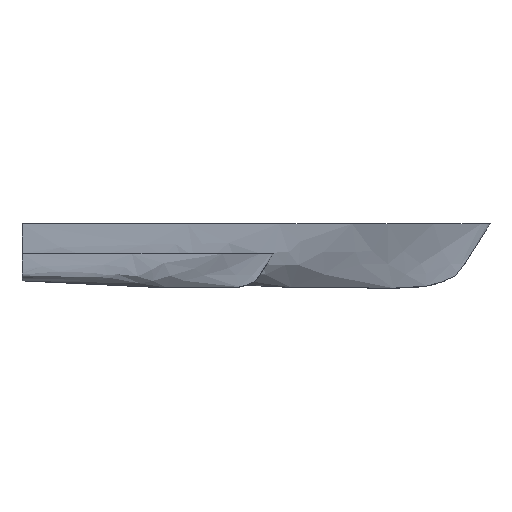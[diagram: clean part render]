
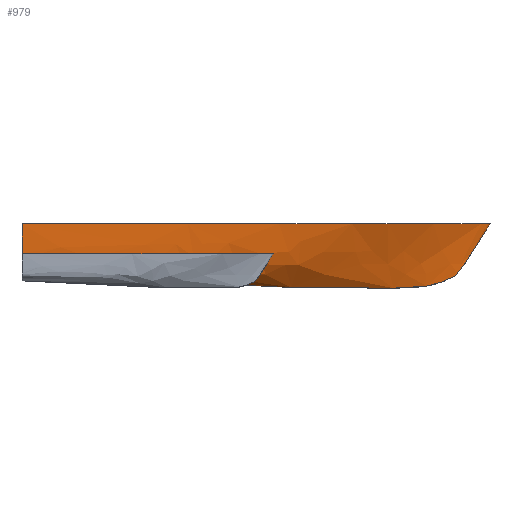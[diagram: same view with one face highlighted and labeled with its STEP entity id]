
A CAD part, front view. The second image highlights one B-rep face of the part: STEP entity #979.
In plain terms, the highlighted free-form (B-spline) face has degree [5, 4] with [12, 6] control points.
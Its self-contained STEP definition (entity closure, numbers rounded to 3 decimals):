
#979 = ADVANCED_FACE('',(#980),#1038,.T.);
#980 = FACE_BOUND('',#981,.T.);
#981 = EDGE_LOOP('',(#982,#1001,#1012,#1029));
#982 = ORIENTED_EDGE('',*,*,#983,.T.);
#983 = EDGE_CURVE('',#984,#986,#988,.T.);
#984 = VERTEX_POINT('',#985);
#985 = CARTESIAN_POINT('',(0.,-83.655,300.893));
#986 = VERTEX_POINT('',#987);
#987 = CARTESIAN_POINT('',(2186.175,0.,300.893));
#988 = B_SPLINE_CURVE_WITH_KNOTS('',5,(#989,#990,#991,#992,#993,#994,
    #995,#996,#997,#998,#999,#1000),.UNSPECIFIED.,.F.,.F.,(6,1,1,1,1,1,1
    ,6),(0.,0.243,0.485,0.728,0.97,
    1.213,1.455,1.698),.UNSPECIFIED.);
#989 = CARTESIAN_POINT('',(0.,-83.655,300.893));
#990 = CARTESIAN_POINT('',(260.766,-95.282,
    300.893));
#991 = CARTESIAN_POINT('',(521.531,-104.273,
    300.893));
#992 = CARTESIAN_POINT('',(834.45,-109.251,
    300.893));
#993 = CARTESIAN_POINT('',(1043.062,-112.288,
    300.893));
#994 = CARTESIAN_POINT('',(1251.675,-114.034,
    300.893));
#995 = CARTESIAN_POINT('',(1460.287,-116.42,
    300.893));
#996 = CARTESIAN_POINT('',(1771.381,-119.627,
    300.893));
#997 = CARTESIAN_POINT('',(1898.634,-83.13,
    300.893));
#998 = CARTESIAN_POINT('',(2157.053,-23.43,
    300.893));
#999 = CARTESIAN_POINT('',(2186.175,-13.292,
    300.893));
#1000 = CARTESIAN_POINT('',(2186.175,0.,300.893));
#1001 = ORIENTED_EDGE('',*,*,#1002,.T.);
#1002 = EDGE_CURVE('',#986,#1003,#1005,.T.);
#1003 = VERTEX_POINT('',#1004);
#1004 = CARTESIAN_POINT('',(2024.829,0.,58.406));
#1005 = B_SPLINE_CURVE_WITH_KNOTS('',4,(#1006,#1007,#1008,#1009,#1010,
    #1011),.UNSPECIFIED.,.F.,.F.,(5,1,5),(0.,0.142,
    0.285),.QUASI_UNIFORM_KNOTS.);
#1006 = CARTESIAN_POINT('',(2186.175,0.,300.893));
#1007 = CARTESIAN_POINT('',(2134.188,0.,216.563));
#1008 = CARTESIAN_POINT('',(2073.086,0.,117.395));
#1009 = CARTESIAN_POINT('',(2045.706,0.,83.093));
#1010 = CARTESIAN_POINT('',(2033.972,0.,69.217));
#1011 = CARTESIAN_POINT('',(2024.829,0.,58.406));
#1012 = ORIENTED_EDGE('',*,*,#1013,.T.);
#1013 = EDGE_CURVE('',#1003,#1014,#1016,.T.);
#1014 = VERTEX_POINT('',#1015);
#1015 = CARTESIAN_POINT('',(0.,-1.68,64.059));
#1016 = B_SPLINE_CURVE_WITH_KNOTS('',5,(#1017,#1018,#1019,#1020,#1021,
    #1022,#1023,#1024,#1025,#1026,#1027,#1028),.UNSPECIFIED.,.F.,.F.,(6,
    1,1,1,1,1,1,6),(-1.698,-1.455,-1.213,
    -0.97,-0.728,-0.485,-0.243,0.),
  .UNSPECIFIED.);
#1017 = CARTESIAN_POINT('',(2024.829,0.,58.406));
#1018 = CARTESIAN_POINT('',(2024.845,0.,58.419));
#1019 = CARTESIAN_POINT('',(1936.706,0.,10.878));
#1020 = CARTESIAN_POINT('',(1854.043,0.,-0.109));
#1021 = CARTESIAN_POINT('',(1726.008,-1.68,
    -0.109));
#1022 = CARTESIAN_POINT('',(1460.287,-1.68,
    -0.109));
#1023 = CARTESIAN_POINT('',(1251.675,-1.68,
    2.313));
#1024 = CARTESIAN_POINT('',(1043.062,-1.68,
    11.137));
#1025 = CARTESIAN_POINT('',(834.428,-1.68,
    21.722));
#1026 = CARTESIAN_POINT('',(521.503,-1.68,
    37.599));
#1027 = CARTESIAN_POINT('',(260.72,-1.68,
    50.831));
#1028 = CARTESIAN_POINT('',(0.,-1.68,64.059));
#1029 = ORIENTED_EDGE('',*,*,#1030,.T.);
#1030 = EDGE_CURVE('',#1014,#984,#1031,.T.);
#1031 = B_SPLINE_CURVE_WITH_KNOTS('',4,(#1032,#1033,#1034,#1035,#1036,
    #1037),.UNSPECIFIED.,.F.,.F.,(5,1,5),(-0.285,
    -0.142,0.),.QUASI_UNIFORM_KNOTS.);
#1032 = CARTESIAN_POINT('',(0.,-1.68,64.059));
#1033 = CARTESIAN_POINT('',(0.,-25.008,73.759));
#1034 = CARTESIAN_POINT('',(0.,-69.163,92.12));
#1035 = CARTESIAN_POINT('',(0.,-83.429,111.885));
#1036 = CARTESIAN_POINT('',(0.,-83.655,136.351));
#1037 = CARTESIAN_POINT('',(0.,-83.655,300.893));
#1038 = B_SPLINE_SURFACE_WITH_KNOTS('',5,4,(
    (#1039,#1040,#1041,#1042,#1043,#1044)
    ,(#1045,#1046,#1047,#1048,#1049,#1050)
    ,(#1051,#1052,#1053,#1054,#1055,#1056)
    ,(#1057,#1058,#1059,#1060,#1061,#1062)
    ,(#1063,#1064,#1065,#1066,#1067,#1068)
    ,(#1069,#1070,#1071,#1072,#1073,#1074)
    ,(#1075,#1076,#1077,#1078,#1079,#1080)
    ,(#1081,#1082,#1083,#1084,#1085,#1086)
    ,(#1087,#1088,#1089,#1090,#1091,#1092)
    ,(#1093,#1094,#1095,#1096,#1097,#1098)
    ,(#1099,#1100,#1101,#1102,#1103,#1104)
    ,(#1105,#1106,#1107,#1108,#1109,#1110
    )),.UNSPECIFIED.,.F.,.F.,.F.,(6,1,1,1,1,1,1,6),(5,1,5),(0.,
    0.243,0.485,0.728,0.97,
    1.213,1.455,1.698),(0.,0.142,
    0.285),.UNSPECIFIED.);
#1039 = CARTESIAN_POINT('',(0.,-83.655,300.893));
#1040 = CARTESIAN_POINT('',(0.,-83.655,136.351));
#1041 = CARTESIAN_POINT('',(0.,-83.429,111.885));
#1042 = CARTESIAN_POINT('',(0.,-69.163,92.12));
#1043 = CARTESIAN_POINT('',(0.,-25.008,73.759));
#1044 = CARTESIAN_POINT('',(0.,-1.68,64.059));
#1045 = CARTESIAN_POINT('',(260.766,-95.282,
    300.893));
#1046 = CARTESIAN_POINT('',(260.766,-95.282,
    154.104));
#1047 = CARTESIAN_POINT('',(260.766,-90.853,
    110.173));
#1048 = CARTESIAN_POINT('',(260.766,-76.87,
    87.907));
#1049 = CARTESIAN_POINT('',(260.746,-44.599,
    71.994));
#1050 = CARTESIAN_POINT('',(260.72,-1.68,
    50.831));
#1051 = CARTESIAN_POINT('',(521.531,-104.273,
    300.893));
#1052 = CARTESIAN_POINT('',(521.531,-103.372,
    177.886));
#1053 = CARTESIAN_POINT('',(521.531,-97.549,
    110.89));
#1054 = CARTESIAN_POINT('',(521.531,-95.071,
    83.995));
#1055 = CARTESIAN_POINT('',(521.515,-41.822,
    57.542));
#1056 = CARTESIAN_POINT('',(521.503,-1.68,
    37.599));
#1057 = CARTESIAN_POINT('',(834.45,-109.251,
    300.893));
#1058 = CARTESIAN_POINT('',(834.45,-104.758,
    175.883));
#1059 = CARTESIAN_POINT('',(834.45,-104.082,
    98.137));
#1060 = CARTESIAN_POINT('',(834.45,-93.802,
    80.164));
#1061 = CARTESIAN_POINT('',(834.44,-52.107,
    53.713));
#1062 = CARTESIAN_POINT('',(834.428,-1.68,
    21.722));
#1063 = CARTESIAN_POINT('',(1043.062,-112.288,
    300.893));
#1064 = CARTESIAN_POINT('',(1043.062,-110.503,
    195.01));
#1065 = CARTESIAN_POINT('',(1043.062,-99.923,
    115.948));
#1066 = CARTESIAN_POINT('',(1043.062,-79.659,
    81.823));
#1067 = CARTESIAN_POINT('',(1043.062,-54.159,
    44.66));
#1068 = CARTESIAN_POINT('',(1043.062,-1.68,
    11.137));
#1069 = CARTESIAN_POINT('',(1251.675,-114.034,
    300.893));
#1070 = CARTESIAN_POINT('',(1251.675,-105.884,
    199.702));
#1071 = CARTESIAN_POINT('',(1251.675,-95.249,
    123.419));
#1072 = CARTESIAN_POINT('',(1251.675,-73.218,
    85.5));
#1073 = CARTESIAN_POINT('',(1251.675,-44.671,
    45.261));
#1074 = CARTESIAN_POINT('',(1251.675,-1.68,
    2.313));
#1075 = CARTESIAN_POINT('',(1460.287,-116.42,
    300.893));
#1076 = CARTESIAN_POINT('',(1460.287,-97.679,
    200.319));
#1077 = CARTESIAN_POINT('',(1460.287,-71.19,
    124.616));
#1078 = CARTESIAN_POINT('',(1460.287,-52.492,
    87.004));
#1079 = CARTESIAN_POINT('',(1460.287,-30.916,
    43.211));
#1080 = CARTESIAN_POINT('',(1460.287,-1.68,
    -0.109));
#1081 = CARTESIAN_POINT('',(1771.381,-119.627,
    300.893));
#1082 = CARTESIAN_POINT('',(1745.565,-63.531,
    204.167));
#1083 = CARTESIAN_POINT('',(1730.962,-39.425,
    125.218));
#1084 = CARTESIAN_POINT('',(1721.053,-28.161,
    88.509));
#1085 = CARTESIAN_POINT('',(1721.053,-14.193,
    46.083));
#1086 = CARTESIAN_POINT('',(1726.008,-1.68,
    -0.109));
#1087 = CARTESIAN_POINT('',(1898.634,-83.13,
    300.893));
#1088 = CARTESIAN_POINT('',(1873.862,-47.085,
    204.167));
#1089 = CARTESIAN_POINT('',(1853.783,-31.991,
    140.077));
#1090 = CARTESIAN_POINT('',(1848.046,-19.6,
    87.834));
#1091 = CARTESIAN_POINT('',(1843.946,-13.067,
    38.074));
#1092 = CARTESIAN_POINT('',(1854.043,0.,-0.109));
#1093 = CARTESIAN_POINT('',(2157.053,-23.43,
    300.893));
#1094 = CARTESIAN_POINT('',(2098.902,-6.984,
    221.957));
#1095 = CARTESIAN_POINT('',(2052.747,-5.823,
    120.704));
#1096 = CARTESIAN_POINT('',(2021.716,-4.057,
    85.5));
#1097 = CARTESIAN_POINT('',(2004.505,-2.703,
    62.977));
#1098 = CARTESIAN_POINT('',(1936.706,0.,10.878));
#1099 = CARTESIAN_POINT('',(2186.175,-13.292,
    300.893));
#1100 = CARTESIAN_POINT('',(2134.188,-3.83,
    216.563));
#1101 = CARTESIAN_POINT('',(2073.086,-2.929,
    117.395));
#1102 = CARTESIAN_POINT('',(2045.706,-1.69,
    83.093));
#1103 = CARTESIAN_POINT('',(2033.972,-1.69,
    69.252));
#1104 = CARTESIAN_POINT('',(2024.845,0.,58.419));
#1105 = CARTESIAN_POINT('',(2186.175,0.,300.893));
#1106 = CARTESIAN_POINT('',(2134.188,0.,216.563));
#1107 = CARTESIAN_POINT('',(2073.086,0.,117.395));
#1108 = CARTESIAN_POINT('',(2045.706,0.,83.093));
#1109 = CARTESIAN_POINT('',(2033.972,0.,69.217));
#1110 = CARTESIAN_POINT('',(2024.829,0.,58.406));
